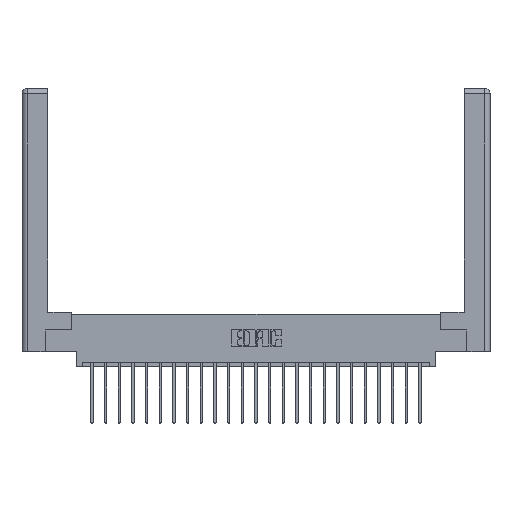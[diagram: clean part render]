
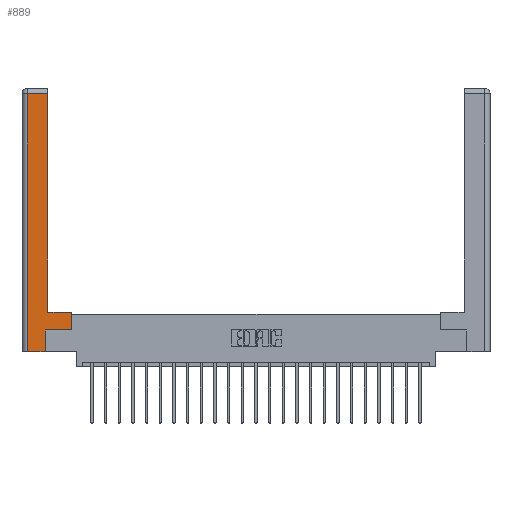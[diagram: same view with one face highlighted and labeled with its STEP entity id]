
A CAD part, top view. The second image highlights one B-rep face of the part: STEP entity #889.
In plain terms, the highlighted planar face has unit normal (0, 0, 1).
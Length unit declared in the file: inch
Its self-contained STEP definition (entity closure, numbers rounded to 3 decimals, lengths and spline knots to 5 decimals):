
#20 = VECTOR ( 'NONE', #2550, 39.37008 ) ;
#889 = ADVANCED_FACE ( 'NONE', ( #20747 ), #10342, .F. ) ;
#1228 = LINE ( 'NONE', #11321, #20959 ) ;
#1374 = CARTESIAN_POINT ( 'NONE',  ( 0.0615, 0., 0. ) ) ;
#1452 = VECTOR ( 'NONE', #19628, 39.37008 ) ;
#1581 = LINE ( 'NONE', #16737, #10459 ) ;
#2335 = EDGE_LOOP ( 'NONE', ( #6070, #12935, #23778, #12799, #15616, #5326, #24387, #8222 ) ) ;
#2550 = DIRECTION ( 'NONE',  ( 0., 1., 0. ) ) ;
#2690 = CARTESIAN_POINT ( 'NONE',  ( 0.265, 0., 0. ) ) ;
#2872 = VERTEX_POINT ( 'NONE', #9329 ) ;
#3314 = EDGE_CURVE ( 'NONE', #20021, #5607, #16644, .T. ) ;
#3588 = VECTOR ( 'NONE', #15833, 39.37008 ) ;
#4000 = CARTESIAN_POINT ( 'NONE',  ( 0.565, 0.45, 0. ) ) ;
#4011 = LINE ( 'NONE', #21051, #13435 ) ;
#4628 = CARTESIAN_POINT ( 'NONE',  ( 0.265, 0.245, 0. ) ) ;
#4735 = DIRECTION ( 'NONE',  ( 0., 0., -1. ) ) ;
#5326 = ORIENTED_EDGE ( 'NONE', *, *, #22187, .T. ) ;
#5607 = VERTEX_POINT ( 'NONE', #6447 ) ;
#5890 = LINE ( 'NONE', #6421, #1452 ) ;
#6070 = ORIENTED_EDGE ( 'NONE', *, *, #7553, .T. ) ;
#6172 = CARTESIAN_POINT ( 'NONE',  ( 0.0615, 2.94, 0. ) ) ;
#6421 = CARTESIAN_POINT ( 'NONE',  ( 0.0615, 2.94, 0. ) ) ;
#6447 = CARTESIAN_POINT ( 'NONE',  ( 0.565, 0.45, 0. ) ) ;
#6917 = EDGE_CURVE ( 'NONE', #20792, #23257, #15024, .T. ) ;
#7553 = EDGE_CURVE ( 'NONE', #21003, #2872, #22309, .T. ) ;
#8222 = ORIENTED_EDGE ( 'NONE', *, *, #13063, .T. ) ;
#9291 = DIRECTION ( 'NONE',  ( 0., -1., 0. ) ) ;
#9329 = CARTESIAN_POINT ( 'NONE',  ( 0.295, 2.94, 0. ) ) ;
#9585 = EDGE_CURVE ( 'NONE', #15935, #20792, #13602, .T. ) ;
#10342 = PLANE ( 'NONE',  #14531 ) ;
#10459 = VECTOR ( 'NONE', #22513, 39.37008 ) ;
#10771 = VERTEX_POINT ( 'NONE', #6172 ) ;
#10813 = VECTOR ( 'NONE', #15829, 39.37008 ) ;
#10926 = EDGE_CURVE ( 'NONE', #2872, #10771, #5890, .T. ) ;
#11321 = CARTESIAN_POINT ( 'NONE',  ( 0.0615, 0., 0. ) ) ;
#11500 = DIRECTION ( 'NONE',  ( -1., 0., 0. ) ) ;
#11967 = DIRECTION ( 'NONE',  ( -1., 0., 0. ) ) ;
#12799 = ORIENTED_EDGE ( 'NONE', *, *, #9585, .T. ) ;
#12935 = ORIENTED_EDGE ( 'NONE', *, *, #10926, .T. ) ;
#13063 = EDGE_CURVE ( 'NONE', #5607, #21003, #4011, .T. ) ;
#13435 = VECTOR ( 'NONE', #11500, 39.37008 ) ;
#13602 = LINE ( 'NONE', #2690, #3588 ) ;
#13982 = CARTESIAN_POINT ( 'NONE',  ( 0.265, 0.245, 0. ) ) ;
#14531 = AXIS2_PLACEMENT_3D ( 'NONE', #15894, #4735, #11967 ) ;
#15024 = LINE ( 'NONE', #13982, #20 ) ;
#15616 = ORIENTED_EDGE ( 'NONE', *, *, #6917, .T. ) ;
#15829 = DIRECTION ( 'NONE',  ( 0., 1., 0. ) ) ;
#15833 = DIRECTION ( 'NONE',  ( 1., 0., 0. ) ) ;
#15894 = CARTESIAN_POINT ( 'NONE',  ( 0., 0., 0. ) ) ;
#15935 = VERTEX_POINT ( 'NONE', #1374 ) ;
#16097 = EDGE_CURVE ( 'NONE', #10771, #15935, #1228, .T. ) ;
#16644 = LINE ( 'NONE', #4000, #10813 ) ;
#16737 = CARTESIAN_POINT ( 'NONE',  ( 0.565, 0.245, 0. ) ) ;
#17435 = CARTESIAN_POINT ( 'NONE',  ( 0.295, 3., 0. ) ) ;
#19067 = VECTOR ( 'NONE', #19418, 39.37008 ) ;
#19418 = DIRECTION ( 'NONE',  ( 0., 1., 0. ) ) ;
#19628 = DIRECTION ( 'NONE',  ( -1., 0., 0. ) ) ;
#20021 = VERTEX_POINT ( 'NONE', #21522 ) ;
#20747 = FACE_OUTER_BOUND ( 'NONE', #2335, .T. ) ;
#20789 = CARTESIAN_POINT ( 'NONE',  ( 0.265, 0., 0. ) ) ;
#20792 = VERTEX_POINT ( 'NONE', #20789 ) ;
#20959 = VECTOR ( 'NONE', #9291, 39.37008 ) ;
#21003 = VERTEX_POINT ( 'NONE', #22275 ) ;
#21051 = CARTESIAN_POINT ( 'NONE',  ( 0.295, 0.45, 0. ) ) ;
#21522 = CARTESIAN_POINT ( 'NONE',  ( 0.565, 0.245, 0. ) ) ;
#22187 = EDGE_CURVE ( 'NONE', #23257, #20021, #1581, .T. ) ;
#22275 = CARTESIAN_POINT ( 'NONE',  ( 0.295, 0.45, 0. ) ) ;
#22309 = LINE ( 'NONE', #17435, #19067 ) ;
#22513 = DIRECTION ( 'NONE',  ( 1., 0., 0. ) ) ;
#23257 = VERTEX_POINT ( 'NONE', #4628 ) ;
#23778 = ORIENTED_EDGE ( 'NONE', *, *, #16097, .T. ) ;
#24387 = ORIENTED_EDGE ( 'NONE', *, *, #3314, .T. ) ;
